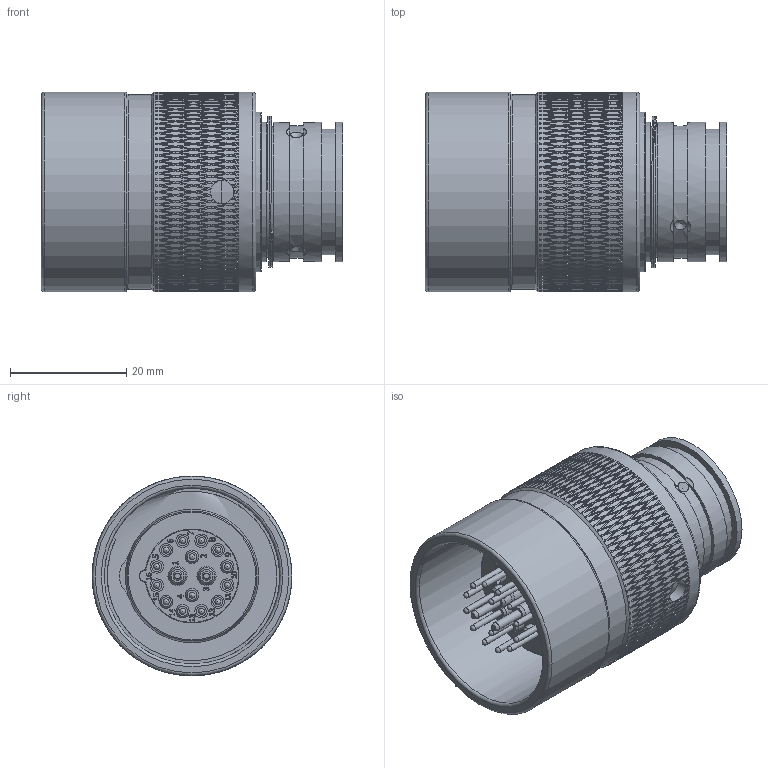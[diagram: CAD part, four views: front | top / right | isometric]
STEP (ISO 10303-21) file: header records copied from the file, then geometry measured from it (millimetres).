
FILE_DESCRIPTION(/* description */ (''),/* implementation_level */ '2;1');
FILE_NAME(/* name */ 'TrustLink MS CCP B 16 M.stp',/* time_stamp */ '2021-03-08T09:40:45+01:00',/* author */ ('sh'),/* organization */ (''),/* preprocessor_version */ 'ST-DEVELOPER v17.2',/* originating_system */ 'Autodesk Inventor 2019',/* authorisation */ '');
FILE_SCHEMA (('AUTOMOTIVE_DESIGN { 1 0 10303 214 3 1 1 }'));
Length unit declared in the file: millimetre
Products named in the file (1): TrustLink MS CCP B 16 M
Bounding box: 52 x 34.4 x 34.4 mm (x, y, z)
Volume: 20004.6 mm3; surface area: 17454.8 mm2
Topology: 1 solids, 1 shells, 3746 faces, 10229 edges, 6861 vertices
Faces by surface type: bspline 2885, cylinder 473, plane 287, cone 65, torus 22, sphere 14
Full cylindrical faces by diameter (mm): 0.5 x14, 1 x2, 1.02 x14, 1.1 x14, 1.5 x2, 1.8 x28, 1.85 x2, 2.3 x14, 2.6 x4, 2.8 x2, 3.3 x2, 4 x1, 20 x1, 20.5 x1, 21.6 x1, 22.52 x1, 22.8 x1, 23 x1, 24 x4, 24.5 x1, 26.05 x1, 27.5 x2, 29.2 x3, 30.2 x4, 30.3 x2, 33.6 x1, 34.2 x1, 34.4 x3
Entity records: 246302 total; most frequent: CARTESIAN_POINT 171281, ORIENTED_EDGE 20392, EDGE_CURVE 10196, B_SPLINE_CURVE_WITH_KNOTS 7950, VERTEX_POINT 6861, DIRECTION 4531, EDGE_LOOP 4189, STYLED_ITEM 3747
